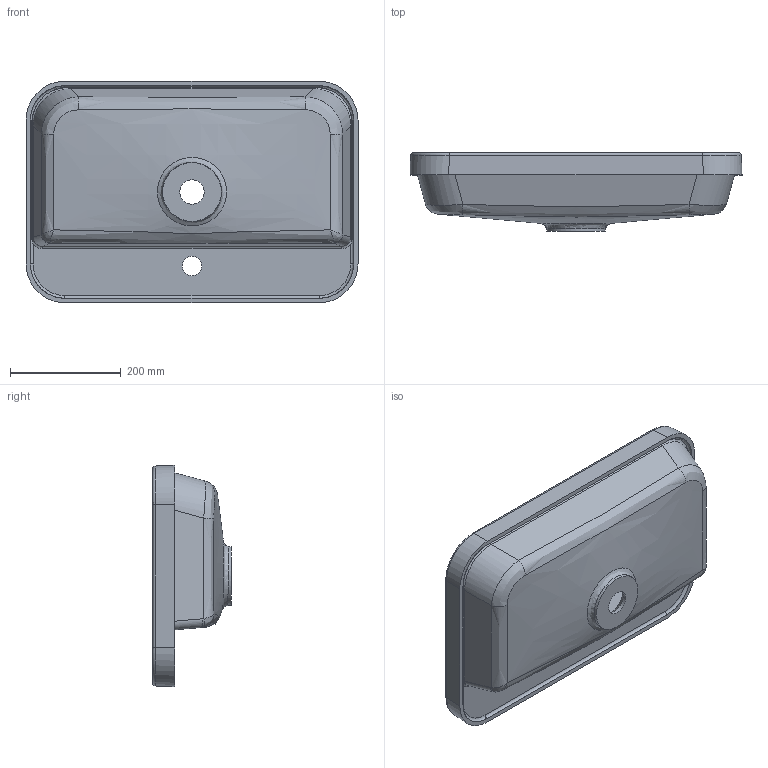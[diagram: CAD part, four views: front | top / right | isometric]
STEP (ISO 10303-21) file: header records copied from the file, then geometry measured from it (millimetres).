
FILE_DESCRIPTION (( 'STEP AP214' ), '1' );
FILE_NAME ('Ocean 600.STEP', '2023-07-05T10:44:05', ( 'User Windows' ), ( '' ), 'SwSTEP 2.0', 'SolidWorks 2020', '' );
FILE_SCHEMA (( 'AUTOMOTIVE_DESIGN' ));
Length unit declared in the file: millimetre
Products named in the file (1): Ocean 600
Bounding box: 600 x 142 x 400 mm (x, y, z)
Volume: 4160479.4 mm3; surface area: 759721.4 mm2
Topology: 1 solids, 1 shells, 121 faces, 280 edges, 156 vertices
Faces by surface type: bspline 54, cylinder 42, plane 22, cone 3
Full cylindrical faces by diameter (mm): 35 x1
Entity records: 11560 total; most frequent: CARTESIAN_POINT 9304, ORIENTED_EDGE 530, DIRECTION 364, EDGE_CURVE 265, VERTEX_POINT 155, AXIS2_PLACEMENT_3D 139, EDGE_LOOP 134, FACE_OUTER_BOUND 124
